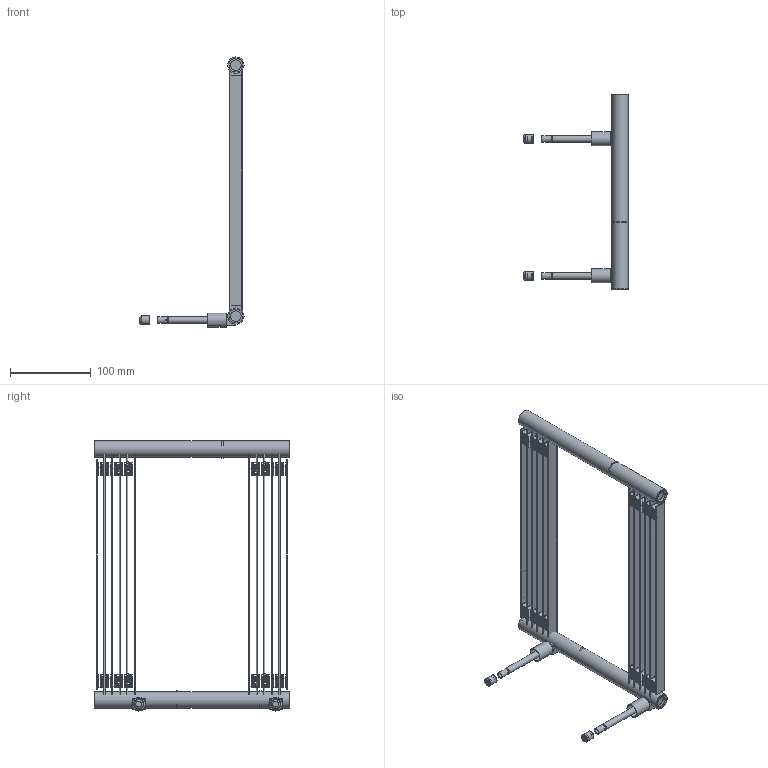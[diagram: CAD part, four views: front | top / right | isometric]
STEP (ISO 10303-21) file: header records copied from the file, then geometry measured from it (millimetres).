
FILE_DESCRIPTION(/* description */ ('Condenser'),/* implementation_level */ '2;1');
FILE_NAME(/* name */ 'X0-DM0010.stp',/* time_stamp */ '2022-11-28T09:36:32+08:00',/* author */ ('U262856'),/* organization */ (''),/* preprocessor_version */ 'ST-DEVELOPER v18.1',/* originating_system */ 'Autodesk Inventor 2022',/* authorisation */ '');
FILE_SCHEMA (('AUTOMOTIVE_DESIGN { 1 0 10303 214 3 1 1 }'));
Length unit declared in the file: millimetre
Products named in the file (16): Z0-DM0010; Y0-DM0010; S01-0309; H01-0040; H01-0041; B01-0127; L01-0284; T03-0001; T04-0001; T06-0024; G26-0003; T05-0024; T02-0002; T09-0001; T09-0009; T09-0112
Assembly tree (43 placements, depth 3):
  Z0-DM0010
    Y0-DM0010
      S01-0309  x10
      H01-0040
      H01-0041
      B01-0127  x10
      L01-0284  x2
      T03-0001  x3
      T04-0001  x4
      T06-0024  x2
    G26-0003  x2
    T05-0024  x2
    T02-0002  x2
    T09-0001
    T09-0009
    T09-0112
Bounding box: 128.5 x 240 x 333.7 mm (x, y, z)
Volume: 132931 mm3; surface area: 292655.7 mm2
Topology: 52 solids, 52 shells, 1670 faces, 4656 edges, 3096 vertices
Faces by surface type: plane 859, cylinder 777, cone 16, torus 10, sphere 8
Full cylindrical faces by diameter (mm): 6 x2, 6.15 x2, 6.34 x2, 7.2 x2, 7.75 x2, 7.94 x2, 8 x4, 8.2 x2, 10.2 x2, 11.5 x2, 13 x4, 16 x2, 17 x6, 17.2 x2, 20 x2
Entity records: 8917 total; most frequent: CARTESIAN_POINT 1612, DIRECTION 1513, ORIENTED_EDGE 1308, EDGE_CURVE 654, AXIS2_PLACEMENT_3D 554, VERTEX_POINT 435, LINE 405, VECTOR 405
